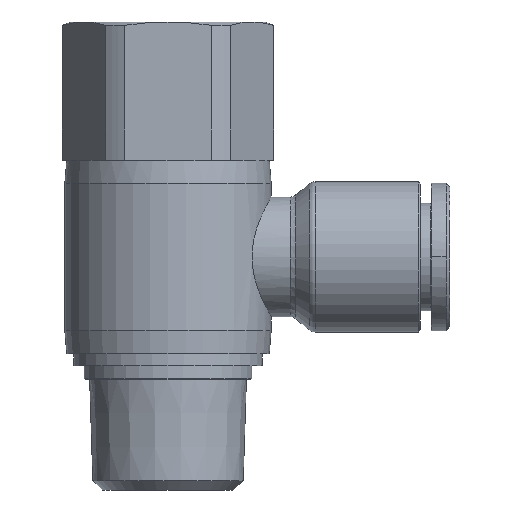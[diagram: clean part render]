
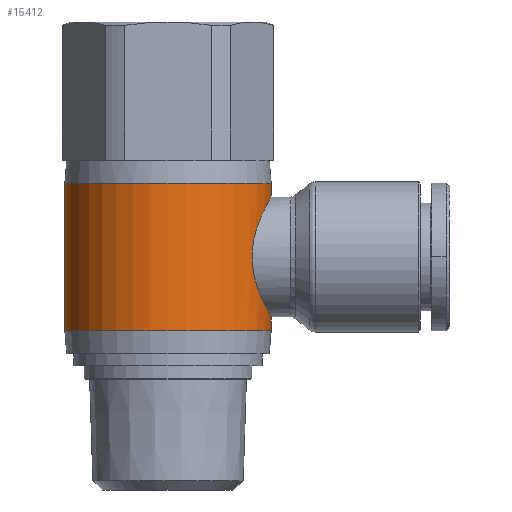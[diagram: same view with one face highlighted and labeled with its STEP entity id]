
A CAD part, front view. The second image highlights one B-rep face of the part: STEP entity #15412.
In plain terms, the highlighted cylindrical face has radius 11.2 mm (diameter 22.4 mm), a partial arc.
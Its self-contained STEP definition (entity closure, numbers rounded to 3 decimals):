
#343=CARTESIAN_POINT('',(-4.6,0.,6.5));
#344=VERTEX_POINT('',#343);
#352=CARTESIAN_POINT('',(-4.6,0.,-6.5));
#353=VERTEX_POINT('',#352);
#405=CARTESIAN_POINT('',(-4.6,0.,8.));
#406=VERTEX_POINT('',#405);
#415=CARTESIAN_POINT('',(17.8,0.,8.));
#416=VERTEX_POINT('',#415);
#503=CARTESIAN_POINT('',(-4.6,0.,-8.));
#504=VERTEX_POINT('',#503);
#520=CARTESIAN_POINT('',(17.8,0.,-8.));
#521=VERTEX_POINT('',#520);
#543=CARTESIAN_POINT('',(-4.6,0.,-8.));
#544=DIRECTION('',(0.0,0.0,1.0));
#545=VECTOR('',#544,1.5);
#546=LINE('',#543,#545);
#547=EDGE_CURVE('',#504,#353,#546,.T.);
#550=CARTESIAN_POINT('',(17.8,0.,8.));
#551=DIRECTION('',(0.0,0.0,-1.0));
#552=VECTOR('',#551,16.);
#553=LINE('',#550,#552);
#554=EDGE_CURVE('',#416,#521,#553,.T.);
#557=CARTESIAN_POINT('',(-4.6,0.,6.5));
#558=DIRECTION('',(0.0,0.0,1.0));
#559=VECTOR('',#558,1.5);
#560=LINE('',#557,#559);
#561=EDGE_CURVE('',#344,#406,#560,.T.);
#15344=CARTESIAN_POINT('',(6.6,0.,0.));
#15345=DIRECTION('',(0.,0.,1.0));
#15346=DIRECTION('',(-1.0,0.0,0.0));
#15347=AXIS2_PLACEMENT_3D('',#15344,#15345,#15346);
#15348=CYLINDRICAL_SURFACE('',#15347,11.2);
#15349=ORIENTED_EDGE('',*,*,#547,.T.);
#15350=CARTESIAN_POINT('',(-2.521,6.5,0.));
#15351=VERTEX_POINT('',#15350);
#15352=CARTESIAN_POINT('',(-2.521,6.5,0.));
#15353=CARTESIAN_POINT('',(-2.521,6.5,-0.421));
#15354=CARTESIAN_POINT('',(-2.551,6.458,-0.852));
#15355=CARTESIAN_POINT('',(-2.668,6.289,-1.7));
#15356=CARTESIAN_POINT('',(-2.756,6.16,-2.118));
#15357=CARTESIAN_POINT('',(-2.967,5.826,-2.914));
#15358=CARTESIAN_POINT('',(-3.092,5.62,-3.293));
#15359=CARTESIAN_POINT('',(-3.351,5.147,-3.992));
#15360=CARTESIAN_POINT('',(-3.486,4.88,-4.312));
#15361=CARTESIAN_POINT('',(-3.74,4.314,-4.878));
#15362=CARTESIAN_POINT('',(-3.87,3.994,-5.145));
#15363=CARTESIAN_POINT('',(-4.111,3.295,-5.619));
#15364=CARTESIAN_POINT('',(-4.222,2.915,-5.826));
#15365=CARTESIAN_POINT('',(-4.406,2.117,-6.161));
#15366=CARTESIAN_POINT('',(-4.479,1.698,-6.289));
#15367=CARTESIAN_POINT('',(-4.576,0.849,-6.459));
#15368=CARTESIAN_POINT('',(-4.6,0.419,-6.5));
#15369=CARTESIAN_POINT('',(-4.6,0.,-6.5));
#15370=B_SPLINE_CURVE_WITH_KNOTS('',3,(#15352,#15353,#15354,#15355,#15356,#15357,#15358,#15359,#15360,#15361,#15362,#15363,#15364,#15365,#15366,#15367,#15368,#15369),.UNSPECIFIED.,.F.,.U.,(4,2,2,2,2,2,2,2,4),(0.0,1.263,2.527,3.79,5.053,6.31,7.566,8.823,10.079),.UNSPECIFIED.);
#15371=EDGE_CURVE('',#15351,#353,#15370,.T.);
#15372=ORIENTED_EDGE('',*,*,#15371,.F.);
#15373=CARTESIAN_POINT('',(-4.6,0.,6.5));
#15374=CARTESIAN_POINT('',(-4.6,0.419,6.5));
#15375=CARTESIAN_POINT('',(-4.576,0.849,6.459));
#15376=CARTESIAN_POINT('',(-4.479,1.698,6.289));
#15377=CARTESIAN_POINT('',(-4.406,2.117,6.161));
#15378=CARTESIAN_POINT('',(-4.222,2.915,5.826));
#15379=CARTESIAN_POINT('',(-4.111,3.295,5.619));
#15380=CARTESIAN_POINT('',(-3.87,3.994,5.145));
#15381=CARTESIAN_POINT('',(-3.74,4.314,4.878));
#15382=CARTESIAN_POINT('',(-3.486,4.88,4.312));
#15383=CARTESIAN_POINT('',(-3.351,5.147,3.992));
#15384=CARTESIAN_POINT('',(-3.092,5.62,3.293));
#15385=CARTESIAN_POINT('',(-2.967,5.826,2.914));
#15386=CARTESIAN_POINT('',(-2.756,6.16,2.118));
#15387=CARTESIAN_POINT('',(-2.668,6.289,1.7));
#15388=CARTESIAN_POINT('',(-2.551,6.458,0.852));
#15389=CARTESIAN_POINT('',(-2.521,6.5,0.421));
#15390=CARTESIAN_POINT('',(-2.521,6.5,0.));
#15391=B_SPLINE_CURVE_WITH_KNOTS('',3,(#15373,#15374,#15375,#15376,#15377,#15378,#15379,#15380,#15381,#15382,#15383,#15384,#15385,#15386,#15387,#15388,#15389,#15390),.UNSPECIFIED.,.F.,.U.,(4,2,2,2,2,2,2,2,4),(30.238,31.494,32.751,34.007,35.264,36.527,37.79,39.054,40.317),.UNSPECIFIED.);
#15392=EDGE_CURVE('',#344,#15351,#15391,.T.);
#15393=ORIENTED_EDGE('',*,*,#15392,.F.);
#15394=ORIENTED_EDGE('',*,*,#561,.T.);
#15395=CARTESIAN_POINT('',(6.6,0.,8.));
#15396=DIRECTION('',(0.0,0.0,1.0));
#15397=DIRECTION('',(-1.0,0.0,0.0));
#15398=AXIS2_PLACEMENT_3D('',#15395,#15396,#15397);
#15399=CIRCLE('',#15398,11.2);
#15400=EDGE_CURVE('',#416,#406,#15399,.T.);
#15401=ORIENTED_EDGE('',*,*,#15400,.F.);
#15402=ORIENTED_EDGE('',*,*,#554,.T.);
#15403=CARTESIAN_POINT('',(6.6,0.,-8.0));
#15404=DIRECTION('',(0.0,0.0,1.0));
#15405=DIRECTION('',(-1.0,0.0,0.0));
#15406=AXIS2_PLACEMENT_3D('',#15403,#15404,#15405);
#15407=CIRCLE('',#15406,11.2);
#15408=EDGE_CURVE('',#521,#504,#15407,.T.);
#15409=ORIENTED_EDGE('',*,*,#15408,.T.);
#15410=EDGE_LOOP('',(#15349,#15372,#15393,#15394,#15401,#15402,#15409));
#15411=FACE_OUTER_BOUND('',#15410,.T.);
#15412=ADVANCED_FACE('',(#15411),#15348,.T.);
